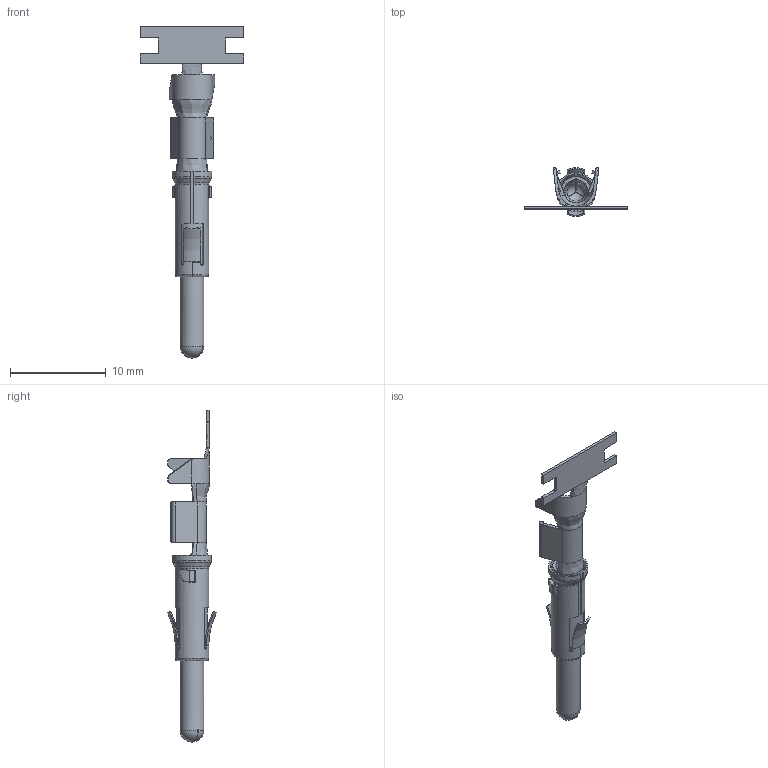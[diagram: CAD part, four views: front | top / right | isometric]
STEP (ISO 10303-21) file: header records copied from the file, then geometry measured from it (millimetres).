
FILE_DESCRIPTION((''),'2;1');
FILE_NAME('SP12A1XX-1','2015-10-22T',('ben.guo'),(''),'PRO/ENGINEER BY PARAMETRIC TECHNOLOGY CORPORATION, 2013230','PRO/ENGINEER BY PARAMETRIC TECHNOLOGY CORPORATION, 2013230','');
FILE_SCHEMA(('CONFIG_CONTROL_DESIGN'));
Length unit declared in the file: millimetre
Products named in the file (1): SP12A1XX-1
Bounding box: 10.8 x 5.09 x 34.65 mm (x, y, z)
Volume: 96.3 mm3; surface area: 709.2 mm2
Topology: 1 solids, 1 shells, 391 faces, 1121 edges, 729 vertices
Faces by surface type: plane 198, bspline 96, cylinder 63, torus 18, cone 10, sphere 6
Entity records: 17391 total; most frequent: CARTESIAN_POINT 7738, ORIENTED_EDGE 2242, DIRECTION 1671, EDGE_CURVE 1121, VERTEX_POINT 729, VECTOR 627, LINE 627, AXIS2_PLACEMENT_3D 522
